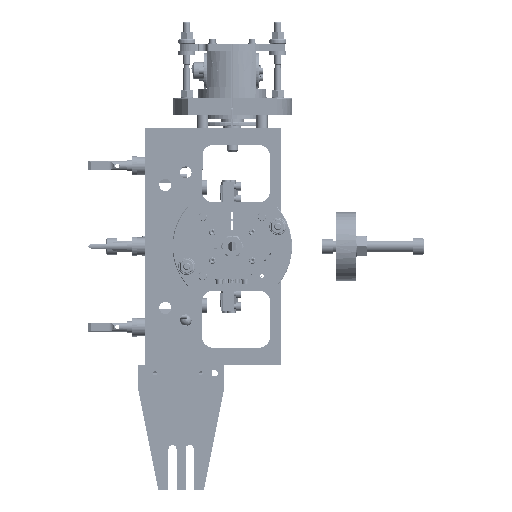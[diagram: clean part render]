
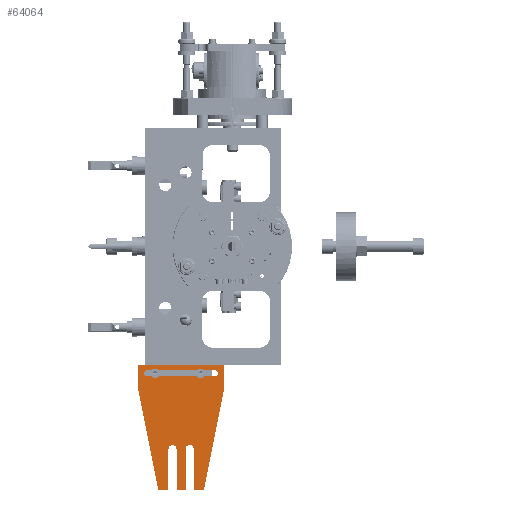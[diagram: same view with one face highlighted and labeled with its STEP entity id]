
A CAD part, left-side view. The second image highlights one B-rep face of the part: STEP entity #64064.
In plain terms, the highlighted face is planar.
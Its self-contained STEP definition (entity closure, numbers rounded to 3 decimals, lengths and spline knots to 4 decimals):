
#254 = VECTOR ( 'NONE', #389, 39.3701 ) ;
#290 = LINE ( 'NONE', #388, #254 ) ;
#388 = CARTESIAN_POINT ( 'NONE',  ( 0., 0., 0.375 ) ) ;
#389 = DIRECTION ( 'NONE',  ( 0., -1., 0. ) ) ;
#1792 = CARTESIAN_POINT ( 'NONE',  ( 2.75, 1.049, 0.375 ) ) ;
#1794 = DIRECTION ( 'NONE',  ( 1., 0., 0. ) ) ;
#3053 = AXIS2_PLACEMENT_3D ( 'NONE', #23455, #23695, #24140 ) ;
#3059 = EDGE_CURVE ( 'NONE', #10388, #10464, #4317, .T. ) ;
#3122 = EDGE_CURVE ( 'NONE', #7508, #10431, #4661, .T. ) ;
#3168 = EDGE_CURVE ( 'NONE', #10431, #7572, #5299, .T. ) ;
#3250 = EDGE_CURVE ( 'NONE', #10325, #7508, #4847, .T. ) ;
#3555 = EDGE_CURVE ( 'NONE', #10605, #9946, #4279, .T. ) ;
#3611 = EDGE_CURVE ( 'NONE', #9946, #10145, #4655, .T. ) ;
#3681 = EDGE_CURVE ( 'NONE', #10325, #10866, #5408, .T. ) ;
#4100 = EDGE_CURVE ( 'NONE', #7572, #10388, #290, .T. ) ;
#4279 = CIRCLE ( 'NONE', #3053, 0.0885 ) ;
#4317 = LINE ( 'NONE', #34703, #5175 ) ;
#4542 = VECTOR ( 'NONE', #21807, 39.3701 ) ;
#4607 = VECTOR ( 'NONE', #24348, 39.3701 ) ;
#4655 = LINE ( 'NONE', #24125, #5482 ) ;
#4661 = LINE ( 'NONE', #21776, #4542 ) ;
#4847 = LINE ( 'NONE', #23110, #5183 ) ;
#5175 = VECTOR ( 'NONE', #34225, 39.3701 ) ;
#5183 = VECTOR ( 'NONE', #24237, 39.3701 ) ;
#5296 = VECTOR ( 'NONE', #50959, 39.3701 ) ;
#5299 = LINE ( 'NONE', #21829, #5296 ) ;
#5408 = LINE ( 'NONE', #23951, #4607 ) ;
#5482 = VECTOR ( 'NONE', #23814, 39.3701 ) ;
#6886 = CARTESIAN_POINT ( 'NONE',  ( 1.85, 0.851, 0.375 ) ) ;
#6895 = DIRECTION ( 'NONE',  ( -1., 0., 0. ) ) ;
#7420 = VERTEX_POINT ( 'NONE', #22591 ) ;
#7508 = VERTEX_POINT ( 'NONE', #22766 ) ;
#7572 = VERTEX_POINT ( 'NONE', #22947 ) ;
#9054 = CIRCLE ( 'NONE', #29273, 0.0645 ) ;
#9911 = VERTEX_POINT ( 'NONE', #23688 ) ;
#9946 = VERTEX_POINT ( 'NONE', #23255 ) ;
#10074 = VERTEX_POINT ( 'NONE', #22960 ) ;
#10145 = VERTEX_POINT ( 'NONE', #22697 ) ;
#10325 = VERTEX_POINT ( 'NONE', #56161 ) ;
#10388 = VERTEX_POINT ( 'NONE', #57255 ) ;
#10431 = VERTEX_POINT ( 'NONE', #56791 ) ;
#10464 = VERTEX_POINT ( 'NONE', #56142 ) ;
#10481 = VERTEX_POINT ( 'NONE', #56695 ) ;
#10515 = VERTEX_POINT ( 'NONE', #56862 ) ;
#10605 = VERTEX_POINT ( 'NONE', #57041 ) ;
#10663 = VERTEX_POINT ( 'NONE', #56020 ) ;
#10671 = VERTEX_POINT ( 'NONE', #56314 ) ;
#10866 = VERTEX_POINT ( 'NONE', #56188 ) ;
#12661 = DIRECTION ( 'NONE',  ( 0., 1., 0. ) ) ;
#12662 = CARTESIAN_POINT ( 'NONE',  ( 2.75, 0.45, 0.375 ) ) ;
#13378 = VERTEX_POINT ( 'NONE', #60005 ) ;
#14882 = DIRECTION ( 'NONE',  ( 0., 1., 0. ) ) ;
#14886 = CARTESIAN_POINT ( 'NONE',  ( 2.75, 0.45, 0.375 ) ) ;
#14906 = CARTESIAN_POINT ( 'NONE',  ( 0.123, 1.7, 0.375 ) ) ;
#14912 = DIRECTION ( 'NONE',  ( 0., -1., 0. ) ) ;
#15825 = CARTESIAN_POINT ( 'NONE',  ( 1.85, 1.1375, 0.375 ) ) ;
#15826 = DIRECTION ( 'NONE',  ( 0., 0., 1. ) ) ;
#15828 = DIRECTION ( 'NONE',  ( 1., 0., 0. ) ) ;
#17433 = VECTOR ( 'NONE', #55085, 39.3701 ) ;
#17440 = LINE ( 'NONE', #55080, #17433 ) ;
#17501 = LINE ( 'NONE', #6886, #17573 ) ;
#17573 = VECTOR ( 'NONE', #6895, 39.3701 ) ;
#17771 = VECTOR ( 'NONE', #1794, 39.3701 ) ;
#17856 = LINE ( 'NONE', #1792, #17771 ) ;
#18591 = AXIS2_PLACEMENT_3D ( 'NONE', #44129, #44139, #44141 ) ;
#20746 = EDGE_CURVE ( 'NONE', #9911, #10671, #41080, .T. ) ;
#21776 = CARTESIAN_POINT ( 'NONE',  ( 0.5, 1.9, 0.375 ) ) ;
#21807 = DIRECTION ( 'NONE',  ( -0.981, 0.196, 0. ) ) ;
#21829 = CARTESIAN_POINT ( 'NONE',  ( 0., 1.9, 0.375 ) ) ;
#22591 = CARTESIAN_POINT ( 'NONE',  ( 2.75, 0.45, 0.375 ) ) ;
#22697 = CARTESIAN_POINT ( 'NONE',  ( 2.75, 0.674, 0.375 ) ) ;
#22766 = CARTESIAN_POINT ( 'NONE',  ( 2.75, 1.45, 0.375 ) ) ;
#22947 = CARTESIAN_POINT ( 'NONE',  ( 0., 1.9, 0.375 ) ) ;
#22960 = CARTESIAN_POINT ( 'NONE',  ( 1.85, 1.049, 0.375 ) ) ;
#23110 = CARTESIAN_POINT ( 'NONE',  ( 2.75, 0.45, 0.375 ) ) ;
#23255 = CARTESIAN_POINT ( 'NONE',  ( 1.85, 0.674, 0.375 ) ) ;
#23455 = CARTESIAN_POINT ( 'NONE',  ( 1.85, 0.7625, 0.375 ) ) ;
#23688 = CARTESIAN_POINT ( 'NONE',  ( 2.75, 0.851, 0.375 ) ) ;
#23695 = DIRECTION ( 'NONE',  ( 0., 0., 1. ) ) ;
#23814 = DIRECTION ( 'NONE',  ( 1., 0., 0. ) ) ;
#23951 = CARTESIAN_POINT ( 'NONE',  ( 2.75, 1.226, 0.375 ) ) ;
#24125 = CARTESIAN_POINT ( 'NONE',  ( 1.85, 0.674, 0.375 ) ) ;
#24140 = DIRECTION ( 'NONE',  ( -1., 0., 0. ) ) ;
#24237 = DIRECTION ( 'NONE',  ( 0., 1., 0. ) ) ;
#24348 = DIRECTION ( 'NONE',  ( -1., 0., 0. ) ) ;
#24629 = EDGE_LOOP ( 'NONE', ( #61183, #46416, #46400, #46645, #47185, #46999, #48094, #45919, #46268, #61610, #46159, #46180, #46665, #48060 ) ) ;
#24639 = EDGE_LOOP ( 'NONE', ( #60949, #47311, #46385, #48193 ) ) ;
#28849 = CARTESIAN_POINT ( 'NONE',  ( 0.1875, 0.2, 0.375 ) ) ;
#28850 = DIRECTION ( 'NONE',  ( 0., 0., 1. ) ) ;
#28851 = DIRECTION ( 'NONE',  ( 1., 0., 0. ) ) ;
#29273 = AXIS2_PLACEMENT_3D ( 'NONE', #43188, #43190, #43192 ) ;
#30447 = FACE_OUTER_BOUND ( 'NONE', #24629, .T. ) ;
#31023 = FACE_BOUND ( 'NONE', #24639, .T. ) ;
#32077 = EDGE_CURVE ( 'NONE', #13378, #10663, #9054, .T. ) ;
#32206 = EDGE_CURVE ( 'NONE', #10464, #7420, #17440, .T. ) ;
#32379 = EDGE_CURVE ( 'NONE', #9911, #10605, #17501, .T. ) ;
#32867 = EDGE_CURVE ( 'NONE', #10074, #10671, #17856, .T. ) ;
#33256 = EDGE_CURVE ( 'NONE', #10515, #13378, #61493, .T. ) ;
#33608 = EDGE_CURVE ( 'NONE', #7420, #10145, #36600, .T. ) ;
#33617 = EDGE_CURVE ( 'NONE', #10663, #10481, #36784, .T. ) ;
#33759 = EDGE_CURVE ( 'NONE', #10481, #10515, #36199, .T. ) ;
#33918 = EDGE_CURVE ( 'NONE', #10866, #10074, #36231, .T. ) ;
#34225 = DIRECTION ( 'NONE',  ( 1., 0., 0. ) ) ;
#34703 = CARTESIAN_POINT ( 'NONE',  ( 0., 0., 0.375 ) ) ;
#36199 = CIRCLE ( 'NONE', #62992, 0.0645 ) ;
#36231 = CIRCLE ( 'NONE', #64223, 0.0885 ) ;
#36600 = LINE ( 'NONE', #14886, #36614 ) ;
#36614 = VECTOR ( 'NONE', #14882, 39.3701 ) ;
#36784 = LINE ( 'NONE', #14906, #37081 ) ;
#37081 = VECTOR ( 'NONE', #14912, 39.3701 ) ;
#41080 = LINE ( 'NONE', #12662, #42280 ) ;
#42280 = VECTOR ( 'NONE', #12661, 39.3701 ) ;
#43188 = CARTESIAN_POINT ( 'NONE',  ( 0.1875, 1.7, 0.375 ) ) ;
#43190 = DIRECTION ( 'NONE',  ( 0., 0., 1. ) ) ;
#43192 = DIRECTION ( 'NONE',  ( -1., 0., 0. ) ) ;
#44129 = CARTESIAN_POINT ( 'NONE',  ( 0., 1.9, 0.375 ) ) ;
#44135 = PLANE ( 'NONE',  #18591 ) ;
#44139 = DIRECTION ( 'NONE',  ( 0., 0., -1. ) ) ;
#44141 = DIRECTION ( 'NONE',  ( -1., 0., 0. ) ) ;
#45919 = ORIENTED_EDGE ( 'NONE', *, *, #3122, .T. ) ;
#46159 = ORIENTED_EDGE ( 'NONE', *, *, #3059, .T. ) ;
#46180 = ORIENTED_EDGE ( 'NONE', *, *, #32206, .T. ) ;
#46268 = ORIENTED_EDGE ( 'NONE', *, *, #3168, .T. ) ;
#46385 = ORIENTED_EDGE ( 'NONE', *, *, #33256, .F. ) ;
#46400 = ORIENTED_EDGE ( 'NONE', *, *, #20746, .T. ) ;
#46416 = ORIENTED_EDGE ( 'NONE', *, *, #32379, .F. ) ;
#46645 = ORIENTED_EDGE ( 'NONE', *, *, #32867, .F. ) ;
#46665 = ORIENTED_EDGE ( 'NONE', *, *, #33608, .T. ) ;
#46999 = ORIENTED_EDGE ( 'NONE', *, *, #3681, .F. ) ;
#47185 = ORIENTED_EDGE ( 'NONE', *, *, #33918, .F. ) ;
#47311 = ORIENTED_EDGE ( 'NONE', *, *, #32077, .F. ) ;
#48060 = ORIENTED_EDGE ( 'NONE', *, *, #3611, .F. ) ;
#48094 = ORIENTED_EDGE ( 'NONE', *, *, #3250, .T. ) ;
#48193 = ORIENTED_EDGE ( 'NONE', *, *, #33759, .F. ) ;
#50959 = DIRECTION ( 'NONE',  ( -1., 0., 0. ) ) ;
#55080 = CARTESIAN_POINT ( 'NONE',  ( 0.5, 0., 0.375 ) ) ;
#55085 = DIRECTION ( 'NONE',  ( 0.981, 0.196, 0. ) ) ;
#56020 = CARTESIAN_POINT ( 'NONE',  ( 0.123, 1.7, 0.375 ) ) ;
#56142 = CARTESIAN_POINT ( 'NONE',  ( 0.5, 0., 0.375 ) ) ;
#56161 = CARTESIAN_POINT ( 'NONE',  ( 2.75, 1.226, 0.375 ) ) ;
#56188 = CARTESIAN_POINT ( 'NONE',  ( 1.85, 1.226, 0.375 ) ) ;
#56314 = CARTESIAN_POINT ( 'NONE',  ( 2.75, 1.049, 0.375 ) ) ;
#56695 = CARTESIAN_POINT ( 'NONE',  ( 0.123, 0.2, 0.375 ) ) ;
#56791 = CARTESIAN_POINT ( 'NONE',  ( 0.5, 1.9, 0.375 ) ) ;
#56862 = CARTESIAN_POINT ( 'NONE',  ( 0.252, 0.2, 0.375 ) ) ;
#57041 = CARTESIAN_POINT ( 'NONE',  ( 1.85, 0.851, 0.375 ) ) ;
#57255 = CARTESIAN_POINT ( 'NONE',  ( 0., 0., 0.375 ) ) ;
#60005 = CARTESIAN_POINT ( 'NONE',  ( 0.252, 1.7, 0.375 ) ) ;
#60949 = ORIENTED_EDGE ( 'NONE', *, *, #33617, .F. ) ;
#61183 = ORIENTED_EDGE ( 'NONE', *, *, #3555, .F. ) ;
#61493 = LINE ( 'NONE', #62493, #62179 ) ;
#61610 = ORIENTED_EDGE ( 'NONE', *, *, #4100, .T. ) ;
#62179 = VECTOR ( 'NONE', #62488, 39.3701 ) ;
#62488 = DIRECTION ( 'NONE',  ( 0., 1., 0. ) ) ;
#62493 = CARTESIAN_POINT ( 'NONE',  ( 0.252, 1.7, 0.375 ) ) ;
#62992 = AXIS2_PLACEMENT_3D ( 'NONE', #28849, #28850, #28851 ) ;
#64064 = ADVANCED_FACE ( 'NONE', ( #31023, #30447 ), #44135, .F. ) ;
#64223 = AXIS2_PLACEMENT_3D ( 'NONE', #15825, #15826, #15828 ) ;
